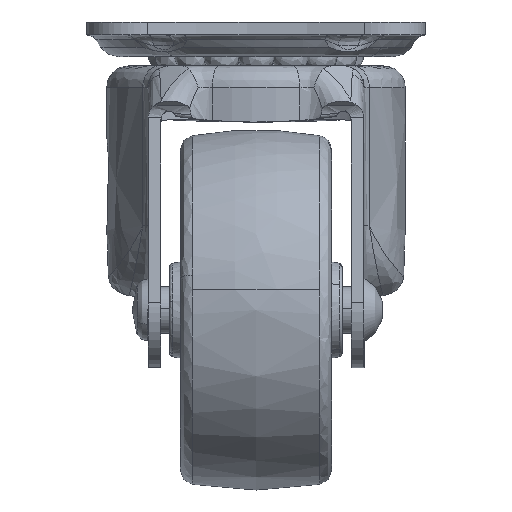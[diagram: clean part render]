
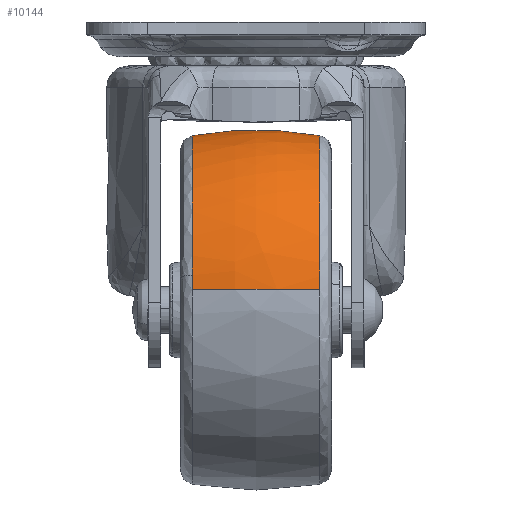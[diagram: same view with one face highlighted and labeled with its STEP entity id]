
A CAD part, left-side view. The second image highlights one B-rep face of the part: STEP entity #10144.
In plain terms, the highlighted free-form (B-spline) face has degree [2, 2] with [5, 5] control points.
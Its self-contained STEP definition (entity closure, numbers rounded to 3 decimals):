
#9306=CARTESIAN_POINT('',(-23.722,8.854,4.835));
#9307=VERTEX_POINT('',#9306);
#9321=CARTESIAN_POINT('',(0.0,8.854,24.21));
#9322=VERTEX_POINT('',#9321);
#9323=CARTESIAN_POINT('',(0.0,8.854,24.21));
#9324=CARTESIAN_POINT('',(-19.773,8.854,24.21));
#9325=CARTESIAN_POINT('',(-23.722,8.854,4.835));
#9333=(BOUNDED_CURVE()B_SPLINE_CURVE(2,(#9323,#9324,#9325),.UNSPECIFIED.,.F.,.U.)B_SPLINE_CURVE_WITH_KNOTS((3,3),(0.5,0.716),.UNSPECIFIED.)CURVE()GEOMETRIC_REPRESENTATION_ITEM()RATIONAL_B_SPLINE_CURVE((1.0,0.747,0.931))REPRESENTATION_ITEM(''));
#9334=EDGE_CURVE('',#9322,#9307,#9333,.T.);
#9423=CARTESIAN_POINT('',(-24.048,8.854,2.795));
#9424=VERTEX_POINT('',#9423);
#9440=CARTESIAN_POINT('',(-23.722,8.854,4.835));
#9441=CARTESIAN_POINT('',(-23.929,8.854,3.822));
#9442=CARTESIAN_POINT('',(-24.048,8.854,2.795));
#9450=(BOUNDED_CURVE()B_SPLINE_CURVE(2,(#9440,#9441,#9442),.UNSPECIFIED.,.F.,.U.)B_SPLINE_CURVE_WITH_KNOTS((3,3),(0.716,0.73),.UNSPECIFIED.)CURVE()GEOMETRIC_REPRESENTATION_ITEM()RATIONAL_B_SPLINE_CURVE((0.931,0.943,0.957))REPRESENTATION_ITEM(''));
#9451=EDGE_CURVE('',#9307,#9424,#9450,.T.);
#9653=CARTESIAN_POINT('',(0.0,-8.854,24.21));
#9654=VERTEX_POINT('',#9653);
#9668=CARTESIAN_POINT('',(-24.048,-8.854,2.795));
#9669=VERTEX_POINT('',#9668);
#9670=CARTESIAN_POINT('',(0.0,-8.854,24.21));
#9671=CARTESIAN_POINT('',(-21.559,-8.854,24.21));
#9672=CARTESIAN_POINT('',(-24.048,-8.854,2.795));
#9680=(BOUNDED_CURVE()B_SPLINE_CURVE(2,(#9670,#9671,#9672),.UNSPECIFIED.,.F.,.U.)B_SPLINE_CURVE_WITH_KNOTS((3,3),(0.5,0.73),.UNSPECIFIED.)CURVE()GEOMETRIC_REPRESENTATION_ITEM()RATIONAL_B_SPLINE_CURVE((1.0,0.731,0.957))REPRESENTATION_ITEM(''));
#9681=EDGE_CURVE('',#9654,#9669,#9680,.T.);
#10067=CARTESIAN_POINT('',(0.0,-8.854,24.21));
#10068=CARTESIAN_POINT('',(0.0,-4.462,25.0));
#10069=CARTESIAN_POINT('',(0.0,0.0,25.0));
#10070=CARTESIAN_POINT('',(0.0,4.462,25.0));
#10071=CARTESIAN_POINT('',(0.0,8.854,24.21));
#10079=(BOUNDED_CURVE()B_SPLINE_CURVE(2,(#10067,#10068,#10069,#10070,#10071),.UNSPECIFIED.,.F.,.U.)B_SPLINE_CURVE_WITH_KNOTS((3,2,3),(0.413,0.5,0.587),.UNSPECIFIED.)CURVE()GEOMETRIC_REPRESENTATION_ITEM()RATIONAL_B_SPLINE_CURVE((0.961,0.977,1.0,0.977,0.961))REPRESENTATION_ITEM(''));
#10080=EDGE_CURVE('',#9654,#9322,#10079,.T.);
#10086=CARTESIAN_POINT('',(-24.048,-8.854,2.795));
#10087=CARTESIAN_POINT('',(-24.833,-4.462,2.887));
#10088=CARTESIAN_POINT('',(-24.833,0.,2.887));
#10089=CARTESIAN_POINT('',(-24.833,4.462,2.887));
#10090=CARTESIAN_POINT('',(-24.048,8.854,2.795));
#10098=(BOUNDED_CURVE()B_SPLINE_CURVE(2,(#10086,#10087,#10088,#10089,#10090),.UNSPECIFIED.,.F.,.U.)B_SPLINE_CURVE_WITH_KNOTS((3,2,3),(0.413,0.5,0.587),.UNSPECIFIED.)CURVE()GEOMETRIC_REPRESENTATION_ITEM()RATIONAL_B_SPLINE_CURVE((0.92,0.935,0.957,0.935,0.92))REPRESENTATION_ITEM(''));
#10099=EDGE_CURVE('',#9669,#9424,#10098,.T.);
#10104=CARTESIAN_POINT('',(0.156,-9.745,24.041));
#10105=CARTESIAN_POINT('',(0.162,-4.92,25.0));
#10106=CARTESIAN_POINT('',(0.162,0.0,25.));
#10107=CARTESIAN_POINT('',(0.162,4.92,25.));
#10108=CARTESIAN_POINT('',(0.156,9.745,24.041));
#10109=CARTESIAN_POINT('',(0.078,-9.745,24.041));
#10110=CARTESIAN_POINT('',(0.081,-4.92,25.));
#10111=CARTESIAN_POINT('',(0.081,0.0,25.));
#10112=CARTESIAN_POINT('',(0.081,4.92,25.));
#10113=CARTESIAN_POINT('',(0.078,9.745,24.041));
#10114=CARTESIAN_POINT('',(-21.408,-9.745,24.041));
#10115=CARTESIAN_POINT('',(-22.262,-4.92,25.));
#10116=CARTESIAN_POINT('',(-22.262,0.0,25.));
#10117=CARTESIAN_POINT('',(-22.262,4.92,25.));
#10118=CARTESIAN_POINT('',(-21.408,9.745,24.041));
#10119=CARTESIAN_POINT('',(-23.89,-9.745,2.695));
#10120=CARTESIAN_POINT('',(-24.843,-4.92,2.802));
#10121=CARTESIAN_POINT('',(-24.843,0.0,2.802));
#10122=CARTESIAN_POINT('',(-24.843,4.92,2.802));
#10123=CARTESIAN_POINT('',(-23.89,9.745,2.695));
#10124=CARTESIAN_POINT('',(-23.899,-9.745,2.614));
#10125=CARTESIAN_POINT('',(-24.852,-4.92,2.718));
#10126=CARTESIAN_POINT('',(-24.852,0.0,2.718));
#10127=CARTESIAN_POINT('',(-24.852,4.92,2.718));
#10128=CARTESIAN_POINT('',(-23.899,9.745,2.614));
#10136=(BOUNDED_SURFACE()B_SPLINE_SURFACE(2,2,((#10104,#10109,#10114,#10119,#10124),(#10105,#10110,#10115,#10120,#10125),(#10106,#10111,#10116,#10121,#10126),(#10107,#10112,#10117,#10122,#10127),(#10108,#10113,#10118,#10123,#10128)),.UNSPECIFIED.,.F.,.F.,.U.)B_SPLINE_SURFACE_WITH_KNOTS((3,2,3),(3,1,1,3),(0.0,10.002,20.005),(0.0,0.19,38.256,38.447),.UNSPECIFIED.)GEOMETRIC_REPRESENTATION_ITEM()RATIONAL_B_SPLINE_SURFACE(((0.961,0.96,0.7,0.918,0.919),(0.977,0.976,0.712,0.933,0.935),(1.003,1.001,0.731,0.958,0.959),(0.977,0.976,0.712,0.933,0.935),(0.961,0.96,0.7,0.918,0.919)))REPRESENTATION_ITEM('')SURFACE());
#10137=ORIENTED_EDGE('',*,*,#9334,.T.);
#10138=ORIENTED_EDGE('',*,*,#9451,.T.);
#10139=ORIENTED_EDGE('',*,*,#10099,.F.);
#10140=ORIENTED_EDGE('',*,*,#9681,.F.);
#10141=ORIENTED_EDGE('',*,*,#10080,.T.);
#10142=EDGE_LOOP('',(#10137,#10138,#10139,#10140,#10141));
#10143=FACE_OUTER_BOUND('',#10142,.T.);
#10144=ADVANCED_FACE('',(#10143),#10136,.T.);
